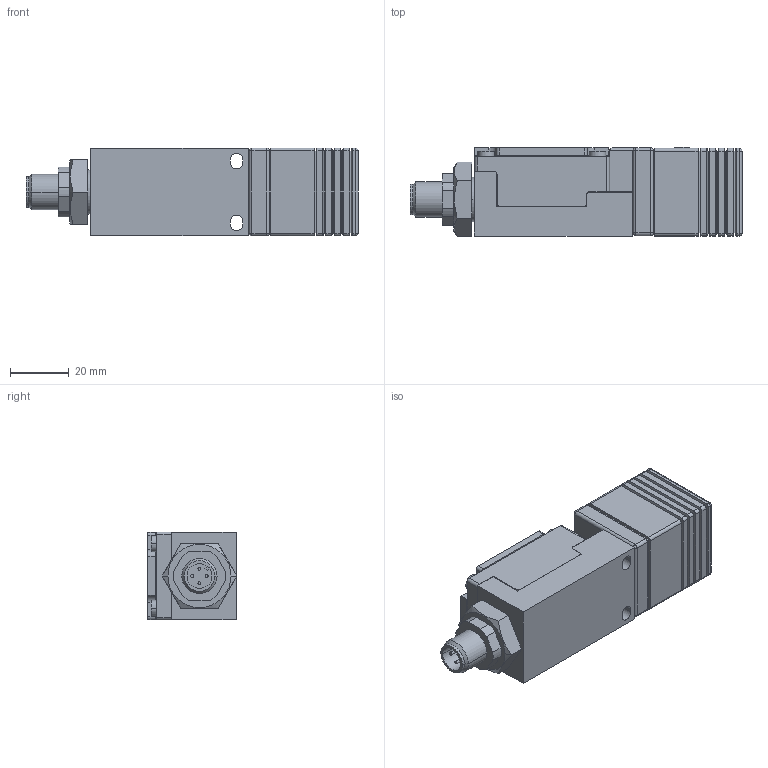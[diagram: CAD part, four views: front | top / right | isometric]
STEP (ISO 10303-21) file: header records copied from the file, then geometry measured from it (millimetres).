
FILE_DESCRIPTION((''),'2;1');
FILE_NAME('DM_CAD-2080B_SW0001','2016-06-20T',('creinig-se'),(''),'PRO/ENGINEER BY PARAMETRIC TECHNOLOGY CORPORATION, 2015440','PRO/ENGINEER BY PARAMETRIC TECHNOLOGY CORPORATION, 2015440','');
FILE_SCHEMA(('CONFIG_CONTROL_DESIGN'));
Length unit declared in the file: millimetre
Products named in the file (1): DM_CAD-2080B_SW0001
Bounding box: 113.31 x 30.5 x 30 mm (x, y, z)
Volume: 82008.8 mm3; surface area: 22337.8 mm2
Topology: 1 solids, 1 shells, 295 faces, 785 edges, 562 vertices
Faces by surface type: plane 185, cylinder 94, sphere 12, cone 4
Entity records: 11447 total; most frequent: CARTESIAN_POINT 1767, ORIENTED_EDGE 1468, DIRECTION 1451, EDGE_CURVE 734, VECTOR 531, LINE 531, AXIS2_PLACEMENT_3D 460, VERTEX_POINT 460
